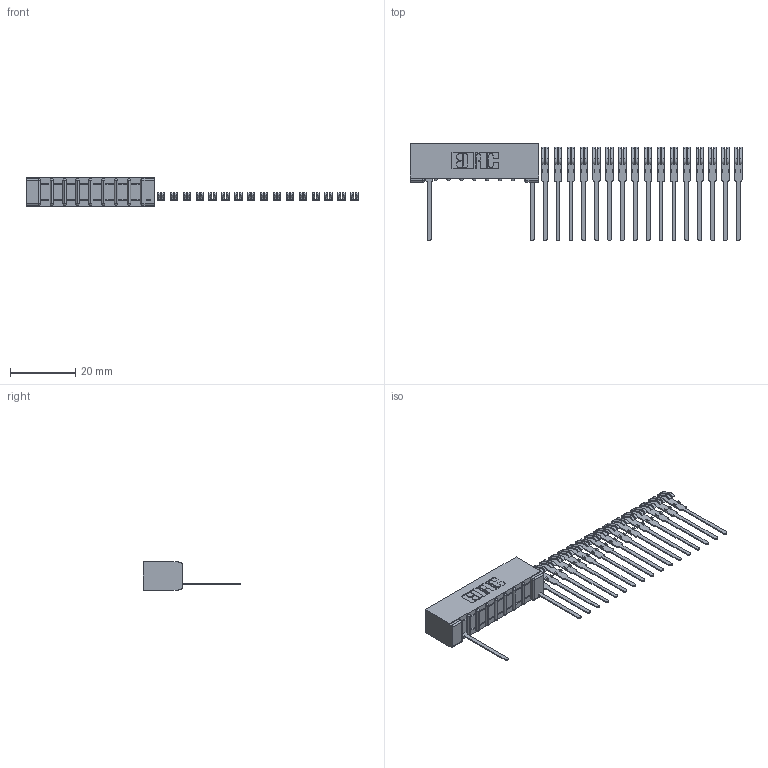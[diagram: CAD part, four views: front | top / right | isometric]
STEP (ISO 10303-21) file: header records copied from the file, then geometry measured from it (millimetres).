
FILE_DESCRIPTION (( 'STEP AP203' ), '1' );
FILE_NAME ('357-025-545-101.STEP', '2018-08-09T01:43:24', ( '' ), ( '' ), 'SwSTEP 2.0', 'SolidWorks 2016', '' );
FILE_SCHEMA (( 'CONFIG_CONTROL_DESIGN' ));
Length unit declared in the file: inch
Products named in the file (3): 307 Part_No Mounting Lugs; 307-290-001_545; 357-025-545-101
Assembly tree (19 placements, depth 2):
  357-025-545-101
    307 Part_No Mounting Lugs
    307-290-001_545  x18
Bounding box: 102.15 x 30 x 8.71 mm (x, y, z)
Volume: 2950.4 mm3; surface area: 5683.5 mm2
Topology: 19 solids, 19 shells, 927 faces, 2575 edges, 1666 vertices
Faces by surface type: plane 612, cylinder 297, sphere 18
Entity records: 11060 total; most frequent: CARTESIAN_POINT 1806, DIRECTION 1785, ORIENTED_EDGE 1782, EDGE_CURVE 891, LINE 671, VECTOR 671, VERTEX_POINT 578, AXIS2_PLACEMENT_3D 557
